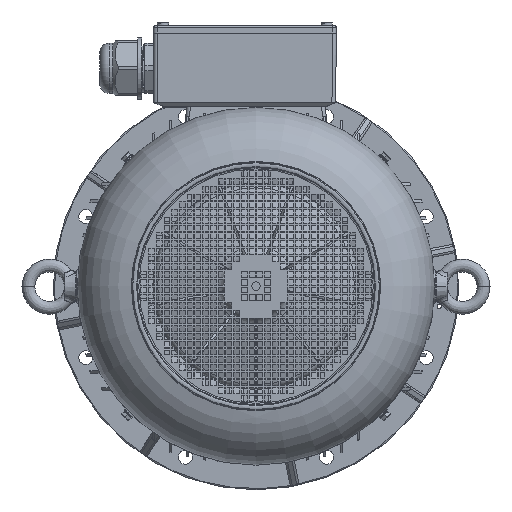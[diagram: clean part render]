
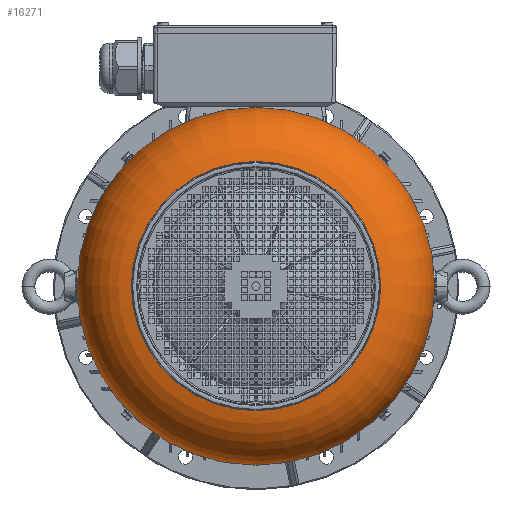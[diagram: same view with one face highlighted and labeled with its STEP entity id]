
A CAD part, top view. The second image highlights one B-rep face of the part: STEP entity #16271.
In plain terms, the highlighted toroidal (fillet/blend) face has major radius 155.5 mm and minor radius 87 mm.
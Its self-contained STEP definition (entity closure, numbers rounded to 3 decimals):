
#9706=TOROIDAL_SURFACE('',#115445,155.5,87.);
#11439=FACE_BOUND('',#29579,.T.);
#11440=FACE_BOUND('',#29580,.T.);
#16271=ADVANCED_FACE('',(#11439,#11440),#9706,.T.);
#29579=EDGE_LOOP('',(#63119));
#29580=EDGE_LOOP('',(#63120));
#63119=ORIENTED_EDGE('',*,*,#102739,.F.);
#63120=ORIENTED_EDGE('',*,*,#102722,.T.);
#92331=VERTEX_POINT('',#164815);
#92348=VERTEX_POINT('',#164922);
#102722=EDGE_CURVE('',#92331,#92331,#112309,.T.);
#102739=EDGE_CURVE('',#92348,#92348,#112318,.T.);
#112309=CIRCLE('',#115434,242.5);
#112318=CIRCLE('',#115444,169.104);
#115434=AXIS2_PLACEMENT_3D('',#164814,#129883,#129884);
#115444=AXIS2_PLACEMENT_3D('',#164921,#129903,#129904);
#115445=AXIS2_PLACEMENT_3D('',#164923,#129905,#129906);
#129883=DIRECTION('',(0.,0.,1.));
#129884=DIRECTION('',(0.,-1.,0.));
#129903=DIRECTION('',(0.,0.,1.));
#129904=DIRECTION('',(0.,-1.,0.));
#129905=DIRECTION('',(0.,0.,1.));
#129906=DIRECTION('',(0.,-1.,0.));
#164814=CARTESIAN_POINT('',(-129.172,-38.734,335.5));
#164815=CARTESIAN_POINT('',(-129.172,-281.234,335.5));
#164921=CARTESIAN_POINT('',(-129.172,-38.734,421.43));
#164922=CARTESIAN_POINT('',(-129.172,-207.839,421.43));
#164923=CARTESIAN_POINT('',(-129.172,-38.734,335.5));
